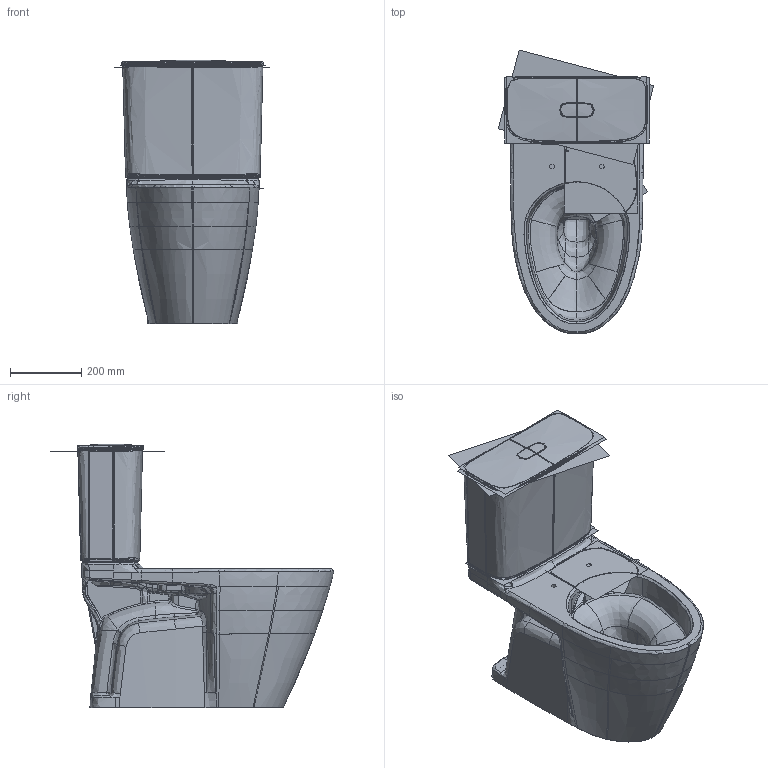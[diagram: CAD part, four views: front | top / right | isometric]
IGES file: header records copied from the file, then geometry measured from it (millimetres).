
Start section:  PTC IGES file: s200ceramic.igs
Global section: file name: s200ceramic.igs; native system: Creo Parametric by PTC Inc.; preprocessor: 2019224; author: 11016076; organization: Unknown; date: 20200817.111345; units: millimetre
Bounding box: 436.64 x 796.35 x 740.58 mm (x, y, z)
Surface area: 12760451.4 mm2 (no closed solid volume)
Topology: 0 solids, 0 shells, 1522 faces, 12330 edges, 14239 vertices
Faces by surface type: bspline 1239, revolution 226, extrusion 57
